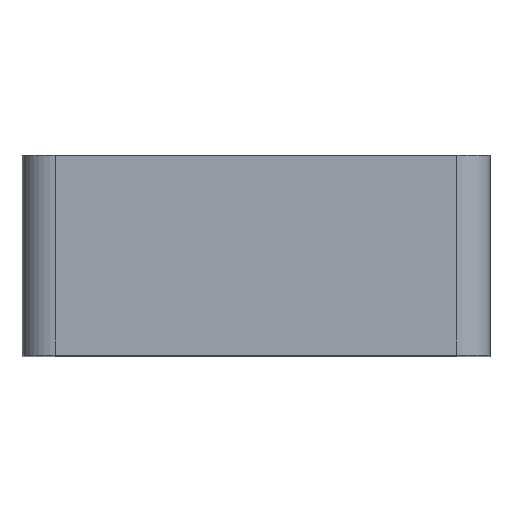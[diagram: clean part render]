
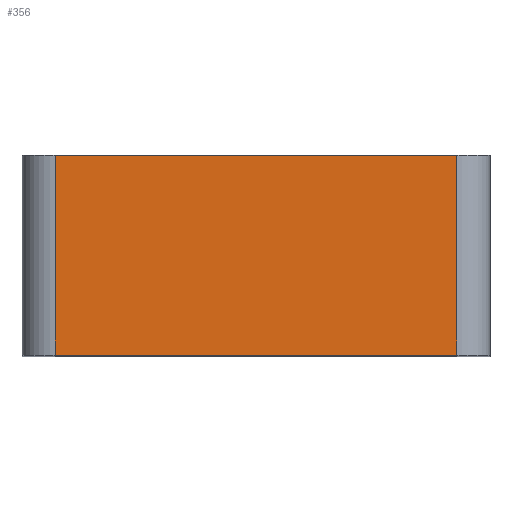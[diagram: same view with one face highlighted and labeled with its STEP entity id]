
A CAD part, top view. The second image highlights one B-rep face of the part: STEP entity #356.
In plain terms, the highlighted planar face has unit normal (0, 0, 1).
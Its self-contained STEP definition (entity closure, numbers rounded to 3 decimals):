
#124=CARTESIAN_POINT('',(60.25,-3.0,149.0));
#125=VERTEX_POINT('',#124);
#133=CARTESIAN_POINT('',(-60.25,-3.0,149.0));
#134=VERTEX_POINT('',#133);
#135=CARTESIAN_POINT('',(60.25,-3.0,149.0));
#136=DIRECTION('',(-1.0,0.0,0.0));
#137=VECTOR('',#136,120.5);
#138=LINE('',#135,#137);
#139=EDGE_CURVE('',#125,#134,#138,.T.);
#241=CARTESIAN_POINT('',(60.25,57.0,149.0));
#242=VERTEX_POINT('',#241);
#250=CARTESIAN_POINT('',(60.25,57.0,149.0));
#251=DIRECTION('',(0.0,-1.0,0.0));
#252=VECTOR('',#251,60.0);
#253=LINE('',#250,#252);
#254=EDGE_CURVE('',#242,#125,#253,.T.);
#320=CARTESIAN_POINT('',(-60.25,57.0,149.0));
#321=VERTEX_POINT('',#320);
#331=CARTESIAN_POINT('',(-60.25,-3.0,149.0));
#332=DIRECTION('',(0.0,1.0,0.0));
#333=VECTOR('',#332,60.0);
#334=LINE('',#331,#333);
#335=EDGE_CURVE('',#134,#321,#334,.T.);
#340=CARTESIAN_POINT('',(-70.25,0.0,149.0));
#341=DIRECTION('',(0.0,0.0,1.0));
#342=DIRECTION('',(1.0,0.0,0.0));
#343=AXIS2_PLACEMENT_3D('',#340,#341,#342);
#344=PLANE('',#343);
#345=ORIENTED_EDGE('',*,*,#254,.F.);
#346=CARTESIAN_POINT('',(-60.25,57.0,149.0));
#347=DIRECTION('',(1.0,0.0,0.0));
#348=VECTOR('',#347,120.5);
#349=LINE('',#346,#348);
#350=EDGE_CURVE('',#321,#242,#349,.T.);
#351=ORIENTED_EDGE('',*,*,#350,.F.);
#352=ORIENTED_EDGE('',*,*,#335,.F.);
#353=ORIENTED_EDGE('',*,*,#139,.F.);
#354=EDGE_LOOP('',(#345,#351,#352,#353));
#355=FACE_OUTER_BOUND('',#354,.T.);
#356=ADVANCED_FACE('',(#355),#344,.T.);
